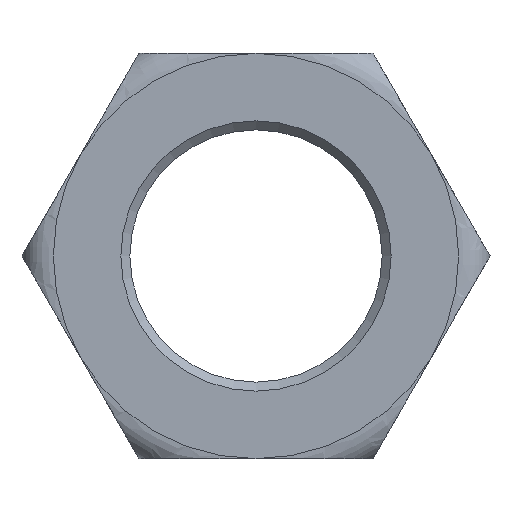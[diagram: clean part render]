
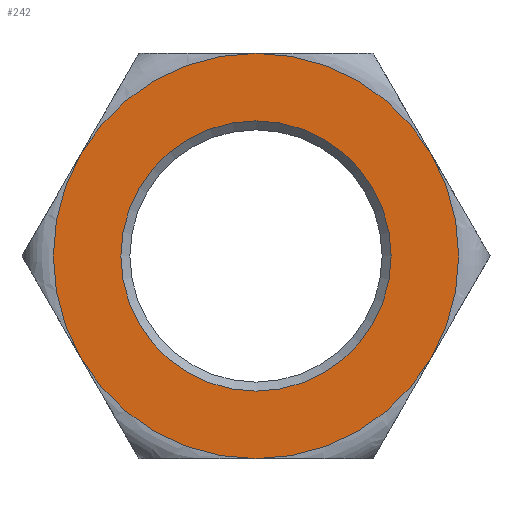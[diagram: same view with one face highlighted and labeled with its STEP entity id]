
A CAD part, front view. The second image highlights one B-rep face of the part: STEP entity #242.
In plain terms, the highlighted planar face has unit normal (0, -1, 0).
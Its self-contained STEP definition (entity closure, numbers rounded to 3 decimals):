
#2 = DIRECTION ( 'NONE',  ( 0., 1., 0. ) ) ;
#19 = DIRECTION ( 'NONE',  ( 0., 1., 0. ) ) ;
#31 = CARTESIAN_POINT ( 'NONE',  ( 0., -24., 0. ) ) ;
#36 = VECTOR ( 'NONE', #1092, 1000. ) ;
#38 = DIRECTION ( 'NONE',  ( 0., 1., 0. ) ) ;
#39 = VERTEX_POINT ( 'NONE', #203 ) ;
#52 = ORIENTED_EDGE ( 'NONE', *, *, #1322, .F. ) ;
#90 = EDGE_CURVE ( 'NONE', #458, #622, #1277, .T. ) ;
#104 = DIRECTION ( 'NONE',  ( 1., 0., 0. ) ) ;
#130 = EDGE_CURVE ( 'NONE', #701, #165, #177, .T. ) ;
#138 = CARTESIAN_POINT ( 'NONE',  ( 0., -24., 0. ) ) ;
#162 = VECTOR ( 'NONE', #780, 1000. ) ;
#165 = VERTEX_POINT ( 'NONE', #919 ) ;
#175 = LINE ( 'NONE', #779, #36 ) ;
#177 = LINE ( 'NONE', #404, #162 ) ;
#203 = CARTESIAN_POINT ( 'NONE',  ( 38.971, -24., -22.5 ) ) ;
#242 = ADVANCED_FACE ( 'NONE', ( #1230, #931 ), #313, .F. ) ;
#252 = DIRECTION ( 'NONE',  ( 1., 0., 0. ) ) ;
#253 = CARTESIAN_POINT ( 'NONE',  ( 0., -24., 45. ) ) ;
#267 = ORIENTED_EDGE ( 'NONE', *, *, #524, .F. ) ;
#287 = VERTEX_POINT ( 'NONE', #565 ) ;
#303 = ORIENTED_EDGE ( 'NONE', *, *, #479, .F. ) ;
#313 = PLANE ( 'NONE',  #1047 ) ;
#315 = CARTESIAN_POINT ( 'NONE',  ( 0., -24., -45. ) ) ;
#321 = AXIS2_PLACEMENT_3D ( 'NONE', #1263, #1168, #519 ) ;
#324 = VERTEX_POINT ( 'NONE', #369 ) ;
#331 = ORIENTED_EDGE ( 'NONE', *, *, #130, .F. ) ;
#369 = CARTESIAN_POINT ( 'NONE',  ( 0., -24., -45. ) ) ;
#372 = DIRECTION ( 'NONE',  ( -1., 0., 0. ) ) ;
#389 = DIRECTION ( 'NONE',  ( 0., 1., 0. ) ) ;
#404 = CARTESIAN_POINT ( 'NONE',  ( -51.962, -24., 0. ) ) ;
#451 = DIRECTION ( 'NONE',  ( 1., 0., 0. ) ) ;
#457 = DIRECTION ( 'NONE',  ( 0., 0., 1. ) ) ;
#458 = VERTEX_POINT ( 'NONE', #315 ) ;
#464 = LINE ( 'NONE', #1111, #1059 ) ;
#479 = EDGE_CURVE ( 'NONE', #39, #1190, #704, .T. ) ;
#519 = DIRECTION ( 'NONE',  ( 1., 0., 0. ) ) ;
#524 = EDGE_CURVE ( 'NONE', #622, #701, #1242, .T. ) ;
#530 = DIRECTION ( 'NONE',  ( 0., 0., 1. ) ) ;
#548 = ORIENTED_EDGE ( 'NONE', *, *, #564, .F. ) ;
#563 = CARTESIAN_POINT ( 'NONE',  ( 38.971, -24., -22.5 ) ) ;
#564 = EDGE_CURVE ( 'NONE', #1190, #324, #1138, .T. ) ;
#565 = CARTESIAN_POINT ( 'NONE',  ( 38.971, -24., 22.5 ) ) ;
#570 = ORIENTED_EDGE ( 'NONE', *, *, #613, .F. ) ;
#572 = EDGE_CURVE ( 'NONE', #1233, #1233, #667, .T. ) ;
#582 = AXIS2_PLACEMENT_3D ( 'NONE', #31, #38, #451 ) ;
#592 = AXIS2_PLACEMENT_3D ( 'NONE', #897, #1107, #1295 ) ;
#613 = EDGE_CURVE ( 'NONE', #816, #287, #645, .T. ) ;
#622 = VERTEX_POINT ( 'NONE', #666 ) ;
#645 = CIRCLE ( 'NONE', #582, 45. ) ;
#664 = AXIS2_PLACEMENT_3D ( 'NONE', #828, #19, #104 ) ;
#666 = CARTESIAN_POINT ( 'NONE',  ( -38.971, -24., -22.5 ) ) ;
#667 = CIRCLE ( 'NONE', #706, 30. ) ;
#701 = VERTEX_POINT ( 'NONE', #815 ) ;
#704 = LINE ( 'NONE', #912, #1144 ) ;
#706 = AXIS2_PLACEMENT_3D ( 'NONE', #1333, #820, #457 ) ;
#708 = CARTESIAN_POINT ( 'NONE',  ( 0., -24., 45. ) ) ;
#726 = EDGE_LOOP ( 'NONE', ( #548, #303, #1055, #570, #52, #1216, #331, #267, #1018, #767 ) ) ;
#767 = ORIENTED_EDGE ( 'NONE', *, *, #1051, .F. ) ;
#776 = ORIENTED_EDGE ( 'NONE', *, *, #572, .T. ) ;
#779 = CARTESIAN_POINT ( 'NONE',  ( -25.981, -24., 45. ) ) ;
#780 = DIRECTION ( 'NONE',  ( 0.5, 0., 0.866 ) ) ;
#815 = CARTESIAN_POINT ( 'NONE',  ( -38.971, -24., 22.5 ) ) ;
#816 = VERTEX_POINT ( 'NONE', #708 ) ;
#820 = DIRECTION ( 'NONE',  ( 0., 1., 0. ) ) ;
#827 = CARTESIAN_POINT ( 'NONE',  ( 0., -24., 0. ) ) ;
#828 = CARTESIAN_POINT ( 'NONE',  ( 0., -24., 0. ) ) ;
#897 = CARTESIAN_POINT ( 'NONE',  ( 0., -24., 0. ) ) ;
#912 = CARTESIAN_POINT ( 'NONE',  ( 51.962, -24., 0. ) ) ;
#913 = CIRCLE ( 'NONE', #592, 45. ) ;
#919 = CARTESIAN_POINT ( 'NONE',  ( -38.971, -24., 22.5 ) ) ;
#931 = FACE_OUTER_BOUND ( 'NONE', #726, .T. ) ;
#955 = EDGE_CURVE ( 'NONE', #165, #1153, #1027, .T. ) ;
#1018 = ORIENTED_EDGE ( 'NONE', *, *, #90, .F. ) ;
#1027 = CIRCLE ( 'NONE', #1201, 45. ) ;
#1037 = EDGE_LOOP ( 'NONE', ( #776 ) ) ;
#1047 = AXIS2_PLACEMENT_3D ( 'NONE', #827, #2, #530 ) ;
#1051 = EDGE_CURVE ( 'NONE', #324, #458, #464, .T. ) ;
#1055 = ORIENTED_EDGE ( 'NONE', *, *, #1313, .F. ) ;
#1059 = VECTOR ( 'NONE', #372, 1000. ) ;
#1092 = DIRECTION ( 'NONE',  ( 1., 0., 0. ) ) ;
#1107 = DIRECTION ( 'NONE',  ( 0., 1., 0. ) ) ;
#1108 = DIRECTION ( 'NONE',  ( 1., 0., 0. ) ) ;
#1111 = CARTESIAN_POINT ( 'NONE',  ( 25.981, -24., -45. ) ) ;
#1130 = CARTESIAN_POINT ( 'NONE',  ( 0., -24., 0. ) ) ;
#1138 = CIRCLE ( 'NONE', #321, 45. ) ;
#1144 = VECTOR ( 'NONE', #1320, 1000. ) ;
#1148 = CARTESIAN_POINT ( 'NONE',  ( 0., -24., 30. ) ) ;
#1153 = VERTEX_POINT ( 'NONE', #253 ) ;
#1168 = DIRECTION ( 'NONE',  ( 0., 1., 0. ) ) ;
#1190 = VERTEX_POINT ( 'NONE', #563 ) ;
#1201 = AXIS2_PLACEMENT_3D ( 'NONE', #138, #1259, #252 ) ;
#1216 = ORIENTED_EDGE ( 'NONE', *, *, #955, .F. ) ;
#1230 = FACE_BOUND ( 'NONE', #1037, .T. ) ;
#1233 = VERTEX_POINT ( 'NONE', #1148 ) ;
#1242 = CIRCLE ( 'NONE', #664, 45. ) ;
#1259 = DIRECTION ( 'NONE',  ( 0., 1., 0. ) ) ;
#1263 = CARTESIAN_POINT ( 'NONE',  ( 0., -24., 0. ) ) ;
#1277 = CIRCLE ( 'NONE', #1319, 45. ) ;
#1295 = DIRECTION ( 'NONE',  ( 1., 0., 0. ) ) ;
#1313 = EDGE_CURVE ( 'NONE', #287, #39, #913, .T. ) ;
#1319 = AXIS2_PLACEMENT_3D ( 'NONE', #1130, #389, #1108 ) ;
#1320 = DIRECTION ( 'NONE',  ( -0.5, 0., -0.866 ) ) ;
#1322 = EDGE_CURVE ( 'NONE', #1153, #816, #175, .T. ) ;
#1333 = CARTESIAN_POINT ( 'NONE',  ( 0., -24., 0. ) ) ;
